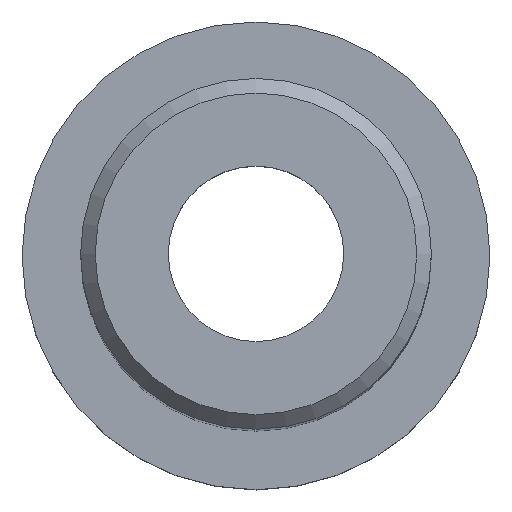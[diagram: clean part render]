
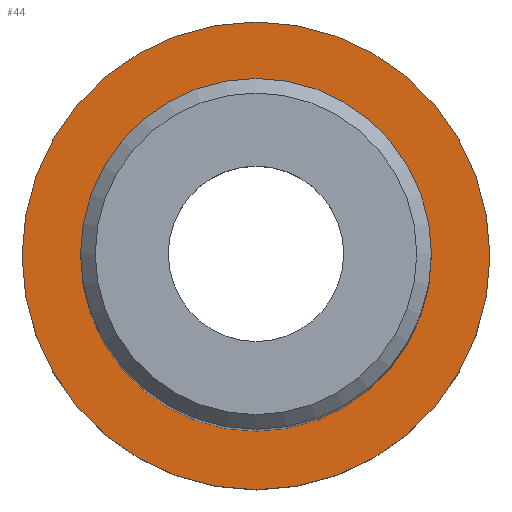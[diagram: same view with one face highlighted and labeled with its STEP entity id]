
A CAD part, top view. The second image highlights one B-rep face of the part: STEP entity #44.
In plain terms, the highlighted planar face has unit normal (0, 0, 1).
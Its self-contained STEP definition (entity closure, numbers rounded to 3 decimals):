
#44=ADVANCED_FACE('',(#64,#65),#52,.T.);
#52=PLANE('',#187);
#64=FACE_BOUND('',#86,.T.);
#65=FACE_BOUND('',#87,.T.);
#86=EDGE_LOOP('',(#108));
#87=EDGE_LOOP('',(#109));
#108=ORIENTED_EDGE('',*,*,#137,.T.);
#109=ORIENTED_EDGE('',*,*,#136,.F.);
#125=VERTEX_POINT('',#268);
#126=VERTEX_POINT('',#271);
#136=EDGE_CURVE('',#125,#125,#147,.T.);
#137=EDGE_CURVE('',#126,#126,#148,.T.);
#147=CIRCLE('',#184,5.8);
#148=CIRCLE('',#186,8.);
#184=AXIS2_PLACEMENT_3D('',#267,#223,#224);
#186=AXIS2_PLACEMENT_3D('',#270,#227,#228);
#187=AXIS2_PLACEMENT_3D('',#272,#229,#230);
#223=DIRECTION('',(0.,0.,1.));
#224=DIRECTION('',(0.,-1.,0.));
#227=DIRECTION('',(0.,0.,1.));
#228=DIRECTION('',(0.,-1.,0.));
#229=DIRECTION('',(0.,0.,1.));
#230=DIRECTION('',(0.,1.,0.));
#267=CARTESIAN_POINT('',(0.,0.,0.));
#268=CARTESIAN_POINT('',(0.,-5.8,0.));
#270=CARTESIAN_POINT('',(0.,0.,0.));
#271=CARTESIAN_POINT('',(0.,-8.,0.));
#272=CARTESIAN_POINT('',(0.,5.8,0.));
